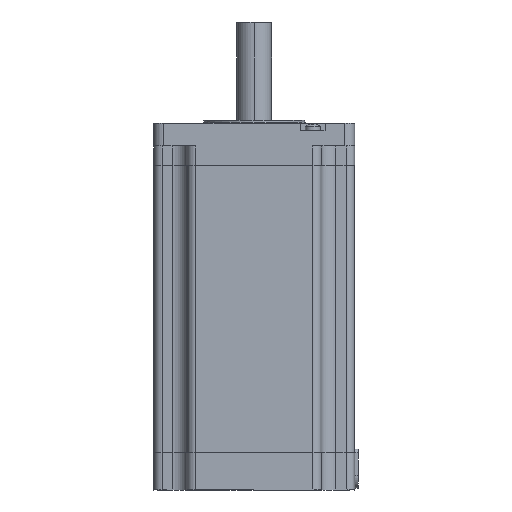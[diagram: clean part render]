
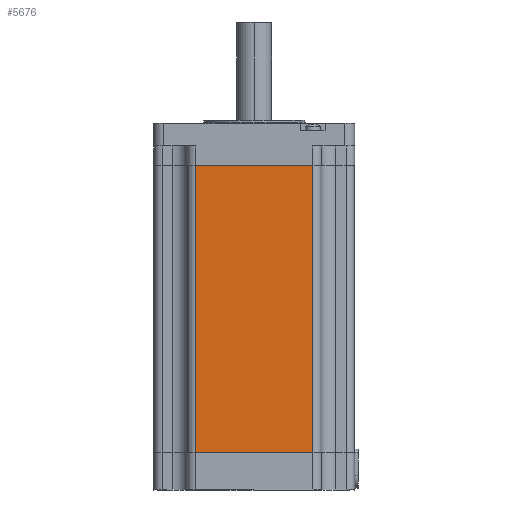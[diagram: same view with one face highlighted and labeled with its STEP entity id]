
A CAD part, left-side view. The second image highlights one B-rep face of the part: STEP entity #5676.
In plain terms, the highlighted planar face has unit normal (-1, 0, 0).
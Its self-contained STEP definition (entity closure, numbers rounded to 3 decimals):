
#1472=DIRECTION('',(0.,0.,-1.));
#1473=VECTOR('',#1472,157.5);
#1474=CARTESIAN_POINT('',(-54.87,32.02,177.9));
#1475=LINE('',#1474,#1473);
#1485=DIRECTION('',(0.,-1.,0.));
#1486=VECTOR('',#1485,64.04);
#1487=CARTESIAN_POINT('',(-54.87,32.02,177.9));
#1488=LINE('',#1487,#1486);
#1489=DIRECTION('',(0.,1.,0.));
#1490=VECTOR('',#1489,64.04);
#1491=CARTESIAN_POINT('',(-54.87,-32.02,20.4));
#1492=LINE('',#1491,#1490);
#1507=DIRECTION('',(0.,0.,1.));
#1508=VECTOR('',#1507,157.5);
#1509=CARTESIAN_POINT('',(-54.87,-32.02,20.4));
#1510=LINE('',#1509,#1508);
#3302=CARTESIAN_POINT('',(-54.87,-32.02,177.9));
#3303=VERTEX_POINT('',#3302);
#3304=CARTESIAN_POINT('',(-54.87,32.02,177.9));
#3305=VERTEX_POINT('',#3304);
#3578=CARTESIAN_POINT('',(-54.87,32.02,20.4));
#3579=VERTEX_POINT('',#3578);
#3580=CARTESIAN_POINT('',(-54.87,-32.02,20.4));
#3581=VERTEX_POINT('',#3580);
#5662=CARTESIAN_POINT('',(-54.87,36.52,21.15));
#5663=DIRECTION('',(-1.,0.,0.));
#5664=DIRECTION('',(0.,-1.,0.));
#5665=AXIS2_PLACEMENT_3D('',#5662,#5663,#5664);
#5666=PLANE('',#5665);
#5668=ORIENTED_EDGE('',*,*,#5667,.T.);
#5670=ORIENTED_EDGE('',*,*,#5669,.F.);
#5672=ORIENTED_EDGE('',*,*,#5671,.T.);
#5673=ORIENTED_EDGE('',*,*,#5654,.F.);
#5674=EDGE_LOOP('',(#5668,#5670,#5672,#5673));
#5675=FACE_OUTER_BOUND('',#5674,.F.);
#5676=ADVANCED_FACE('',(#5675),#5666,.T.);
#5654=EDGE_CURVE('',#3305,#3579,#1475,.T.);
#5667=EDGE_CURVE('',#3305,#3303,#1488,.T.);
#5669=EDGE_CURVE('',#3581,#3303,#1510,.T.);
#5671=EDGE_CURVE('',#3581,#3579,#1492,.T.);
